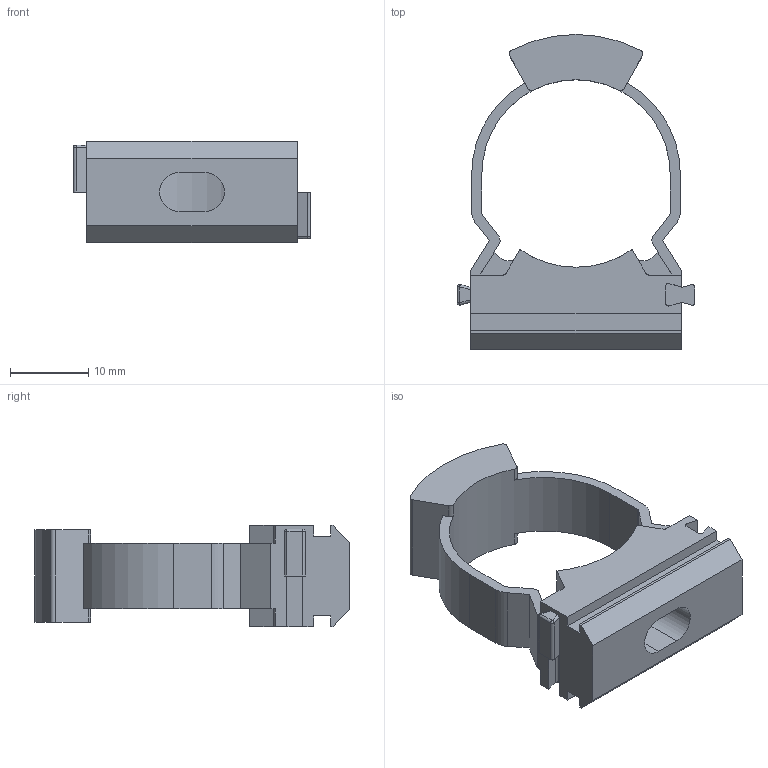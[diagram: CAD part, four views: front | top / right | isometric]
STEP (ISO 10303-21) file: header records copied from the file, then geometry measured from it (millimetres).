
FILE_DESCRIPTION (( 'STEP AP214' ), '1' );
FILE_NAME ('CTA10D-CFC25-K41 - Õîìóòíûé äåðæàòåëü CFC25.STEP', '2016-05-17T11:09:22', ( '' ), ( '' ), 'SwSTEP 2.0', 'SolidWorks 2014', '' );
FILE_SCHEMA (( 'AUTOMOTIVE_DESIGN' ));
Length unit declared in the file: millimetre
Products named in the file (1): CTA10D-CFC25-K41 - Õîìóòíûé äåðæàòåëü CFC25
Bounding box: 30.4 x 40.32 x 13 mm (x, y, z)
Volume: 4385.8 mm3; surface area: 3665.5 mm2
Topology: 1 solids, 1 shells, 118 faces, 350 edges, 228 vertices
Faces by surface type: plane 71, cylinder 43, sphere 4
Entity records: 3946 total; most frequent: CARTESIAN_POINT 729, ORIENTED_EDGE 684, DIRECTION 660, EDGE_CURVE 342, LINE 250, VECTOR 250, VERTEX_POINT 224, AXIS2_PLACEMENT_3D 205
